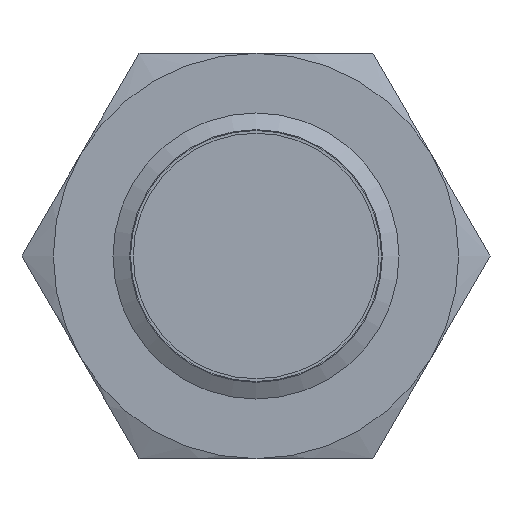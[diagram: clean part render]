
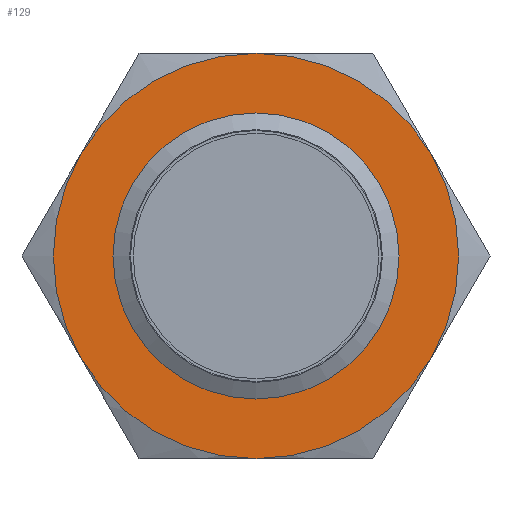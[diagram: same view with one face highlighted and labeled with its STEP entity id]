
A CAD part, left-side view. The second image highlights one B-rep face of the part: STEP entity #129.
In plain terms, the highlighted planar face has unit normal (-1, 0, 0).
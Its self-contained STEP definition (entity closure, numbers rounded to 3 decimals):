
#129 = ADVANCED_FACE( '', ( #266, #267 ), #268, .F. );
#266 = FACE_OUTER_BOUND( '', #413, .T. );
#267 = FACE_BOUND( '', #414, .T. );
#268 = PLANE( '', #415 );
#413 = EDGE_LOOP( '', ( #787, #788, #789, #790, #791, #792 ) );
#414 = EDGE_LOOP( '', ( #793 ) );
#415 = AXIS2_PLACEMENT_3D( '', #794, #795, #796 );
#787 = ORIENTED_EDGE( '', *, *, #958, .F. );
#788 = ORIENTED_EDGE( '', *, *, #959, .F. );
#789 = ORIENTED_EDGE( '', *, *, #956, .F. );
#790 = ORIENTED_EDGE( '', *, *, #955, .F. );
#791 = ORIENTED_EDGE( '', *, *, #957, .F. );
#792 = ORIENTED_EDGE( '', *, *, #900, .F. );
#793 = ORIENTED_EDGE( '', *, *, #898, .T. );
#794 = CARTESIAN_POINT( '', ( 10., 0., 0. ) );
#795 = DIRECTION( '', ( 1., 0., 0. ) );
#796 = DIRECTION( '', ( 0., 0., -1. ) );
#898 = EDGE_CURVE( '', #1051, #1051, #1052, .T. );
#900 = EDGE_CURVE( '', #1055, #1056, #1057, .T. );
#955 = EDGE_CURVE( '', #1128, #1135, #1144, .T. );
#956 = EDGE_CURVE( '', #1135, #1141, #1145, .T. );
#957 = EDGE_CURVE( '', #1056, #1128, #1146, .T. );
#958 = EDGE_CURVE( '', #1147, #1055, #1148, .T. );
#959 = EDGE_CURVE( '', #1141, #1147, #1149, .T. );
#1051 = VERTEX_POINT( '', #1425 );
#1052 = CIRCLE( '', #1426, 6. );
#1055 = VERTEX_POINT( '', #1429 );
#1056 = VERTEX_POINT( '', #1430 );
#1057 = CIRCLE( '', #1431, 8.5 );
#1128 = VERTEX_POINT( '', #1599 );
#1135 = VERTEX_POINT( '', #1622 );
#1141 = VERTEX_POINT( '', #1644 );
#1144 = CIRCLE( '', #1657, 8.5 );
#1145 = CIRCLE( '', #1658, 8.5 );
#1146 = CIRCLE( '', #1659, 8.5 );
#1147 = VERTEX_POINT( '', #1660 );
#1148 = CIRCLE( '', #1661, 8.5 );
#1149 = CIRCLE( '', #1662, 8.5 );
#1425 = CARTESIAN_POINT( '', ( 10., 0., -6. ) );
#1426 = AXIS2_PLACEMENT_3D( '', #1729, #1730, #1731 );
#1429 = CARTESIAN_POINT( '', ( 10., 7.361, 4.25 ) );
#1430 = CARTESIAN_POINT( '', ( 10., 0., 8.5 ) );
#1431 = AXIS2_PLACEMENT_3D( '', #1735, #1736, #1737 );
#1599 = CARTESIAN_POINT( '', ( 10., -7.361, 4.25 ) );
#1622 = CARTESIAN_POINT( '', ( 10., -7.361, -4.25 ) );
#1644 = CARTESIAN_POINT( '', ( 10., 0., -8.5 ) );
#1657 = AXIS2_PLACEMENT_3D( '', #1803, #1804, #1805 );
#1658 = AXIS2_PLACEMENT_3D( '', #1806, #1807, #1808 );
#1659 = AXIS2_PLACEMENT_3D( '', #1809, #1810, #1811 );
#1660 = CARTESIAN_POINT( '', ( 10., 7.361, -4.25 ) );
#1661 = AXIS2_PLACEMENT_3D( '', #1812, #1813, #1814 );
#1662 = AXIS2_PLACEMENT_3D( '', #1815, #1816, #1817 );
#1729 = CARTESIAN_POINT( '', ( 10., 0., 0. ) );
#1730 = DIRECTION( '', ( 1., 0., 0. ) );
#1731 = DIRECTION( '', ( 0., 0., -1. ) );
#1735 = CARTESIAN_POINT( '', ( 10., 0., 0. ) );
#1736 = DIRECTION( '', ( 1., 0., 0. ) );
#1737 = DIRECTION( '', ( 0., 0., -1. ) );
#1803 = CARTESIAN_POINT( '', ( 10., 0., 0. ) );
#1804 = DIRECTION( '', ( 1., 0., 0. ) );
#1805 = DIRECTION( '', ( 0., 0., -1. ) );
#1806 = CARTESIAN_POINT( '', ( 10., 0., 0. ) );
#1807 = DIRECTION( '', ( 1., 0., 0. ) );
#1808 = DIRECTION( '', ( 0., 0., -1. ) );
#1809 = CARTESIAN_POINT( '', ( 10., 0., 0. ) );
#1810 = DIRECTION( '', ( 1., 0., 0. ) );
#1811 = DIRECTION( '', ( 0., 0., -1. ) );
#1812 = CARTESIAN_POINT( '', ( 10., 0., 0. ) );
#1813 = DIRECTION( '', ( 1., 0., 0. ) );
#1814 = DIRECTION( '', ( 0., 0., -1. ) );
#1815 = CARTESIAN_POINT( '', ( 10., 0., 0. ) );
#1816 = DIRECTION( '', ( 1., 0., 0. ) );
#1817 = DIRECTION( '', ( 0., 0., -1. ) );
